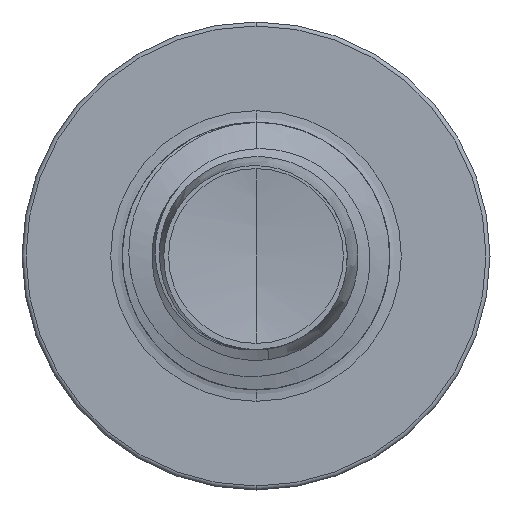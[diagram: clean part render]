
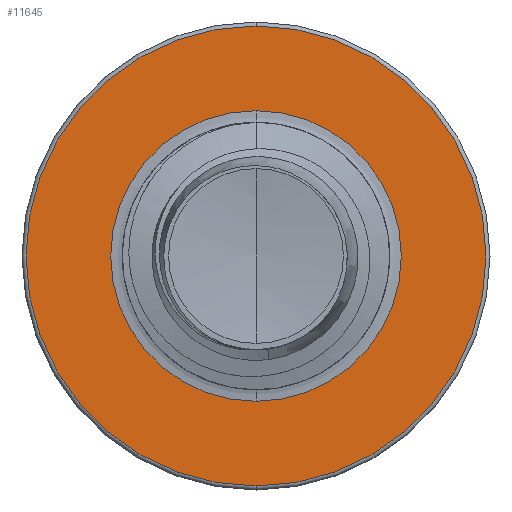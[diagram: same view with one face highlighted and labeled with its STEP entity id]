
A CAD part, front view. The second image highlights one B-rep face of the part: STEP entity #11645.
In plain terms, the highlighted planar face has unit normal (0, -1, 0).
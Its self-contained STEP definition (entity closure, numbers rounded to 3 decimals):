
#585 = CIRCLE ( 'NONE', #1449, 2.174 ) ;
#867 = CIRCLE ( 'NONE', #3718, 3.44 ) ;
#978 = CARTESIAN_POINT ( 'NONE',  ( 0., 8.5, -2.174 ) ) ;
#1449 = AXIS2_PLACEMENT_3D ( 'NONE', #15698, #5589, #17340 ) ;
#1706 = DIRECTION ( 'NONE',  ( 0., 1., 0. ) ) ;
#1902 = CARTESIAN_POINT ( 'NONE',  ( 0., 8.5, 0. ) ) ;
#2271 = AXIS2_PLACEMENT_3D ( 'NONE', #14667, #16336, #6224 ) ;
#2282 = CIRCLE ( 'NONE', #21616, 2.174 ) ;
#3070 = CARTESIAN_POINT ( 'NONE',  ( 0., 8.5, 3.44 ) ) ;
#3654 = CIRCLE ( 'NONE', #19053, 3.44 ) ;
#3679 = DIRECTION ( 'NONE',  ( 0., 0., 1. ) ) ;
#3714 = EDGE_CURVE ( 'NONE', #7547, #21756, #2282, .T. ) ;
#3718 = AXIS2_PLACEMENT_3D ( 'NONE', #11933, #1706, #13656 ) ;
#4875 = ORIENTED_EDGE ( 'NONE', *, *, #5183, .F. ) ;
#5183 = EDGE_CURVE ( 'NONE', #20721, #17754, #867, .T. ) ;
#5589 = DIRECTION ( 'NONE',  ( 0., 1., 0. ) ) ;
#5702 = ORIENTED_EDGE ( 'NONE', *, *, #15533, .F. ) ;
#5738 = EDGE_CURVE ( 'NONE', #21756, #7547, #585, .T. ) ;
#5865 = CARTESIAN_POINT ( 'NONE',  ( 0., 8.5, 2.174 ) ) ;
#6210 = ORIENTED_EDGE ( 'NONE', *, *, #3714, .T. ) ;
#6224 = DIRECTION ( 'NONE',  ( 0., 0., 1. ) ) ;
#6950 = ORIENTED_EDGE ( 'NONE', *, *, #5738, .T. ) ;
#7547 = VERTEX_POINT ( 'NONE', #5865 ) ;
#8460 = CARTESIAN_POINT ( 'NONE',  ( 0., 8.5, 0. ) ) ;
#10165 = DIRECTION ( 'NONE',  ( 0., 0., 1. ) ) ;
#10428 = CARTESIAN_POINT ( 'NONE',  ( 0., 8.5, -3.44 ) ) ;
#11645 = ADVANCED_FACE ( 'NONE', ( #15545, #15248 ), #12952, .F. ) ;
#11933 = CARTESIAN_POINT ( 'NONE',  ( 0., 8.5, 0. ) ) ;
#12952 = PLANE ( 'NONE',  #2271 ) ;
#13207 = EDGE_LOOP ( 'NONE', ( #6210, #6950 ) ) ;
#13364 = EDGE_LOOP ( 'NONE', ( #4875, #5702 ) ) ;
#13656 = DIRECTION ( 'NONE',  ( 0., 0., 1. ) ) ;
#13851 = DIRECTION ( 'NONE',  ( 0., 1., 0. ) ) ;
#14667 = CARTESIAN_POINT ( 'NONE',  ( 0., 8.5, -2.174 ) ) ;
#15248 = FACE_BOUND ( 'NONE', #13207, .T. ) ;
#15533 = EDGE_CURVE ( 'NONE', #17754, #20721, #3654, .T. ) ;
#15545 = FACE_OUTER_BOUND ( 'NONE', #13364, .T. ) ;
#15698 = CARTESIAN_POINT ( 'NONE',  ( 0., 8.5, 0. ) ) ;
#16336 = DIRECTION ( 'NONE',  ( 0., 1., 0. ) ) ;
#17340 = DIRECTION ( 'NONE',  ( 0., 0., 1. ) ) ;
#17754 = VERTEX_POINT ( 'NONE', #10428 ) ;
#19053 = AXIS2_PLACEMENT_3D ( 'NONE', #8460, #20161, #10165 ) ;
#20161 = DIRECTION ( 'NONE',  ( 0., 1., 0. ) ) ;
#20721 = VERTEX_POINT ( 'NONE', #3070 ) ;
#21616 = AXIS2_PLACEMENT_3D ( 'NONE', #1902, #13851, #3679 ) ;
#21756 = VERTEX_POINT ( 'NONE', #978 ) ;
